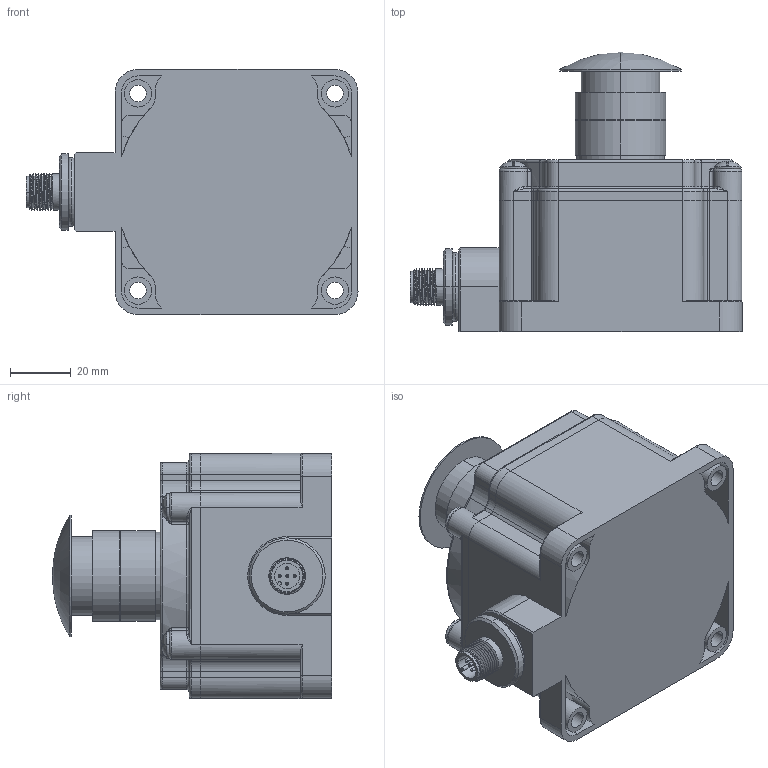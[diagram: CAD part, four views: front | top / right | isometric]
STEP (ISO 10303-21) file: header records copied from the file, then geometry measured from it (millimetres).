
FILE_DESCRIPTION((''),'2;1');
FILE_NAME('169321_ASM','2013-01-16T',('banengservice'),('BANNER ENGINEERING'),'PRO/ENGINEER BY PARAMETRIC TECHNOLOGY CORPORATION, 2009141','PRO/ENGINEER BY PARAMETRIC TECHNOLOGY CORPORATION, 2009141','');
FILE_SCHEMA(('CONFIG_CONTROL_DESIGN'));
Products named in the file (10): 126094_AF1; 126094_AF0_ASM; 157225_ASM; 128990; 29320; 15260; 131071; 41089; 169002; 169321_ASM
Assembly tree (12 placements, depth 4):
  169321_ASM
    157225_ASM
      126094_AF0_ASM
        126094_AF1
    128990
    29320
    15260
    131071  x4
    41089
    169002
Bounding box: 109.5 x 92.09 x 80.85 mm (x, y, z)
Volume: 113434.1 mm3; surface area: 83779.4 mm2
Topology: 10 solids, 14 shells, 836 faces, 2029 edges, 1262 vertices
Faces by surface type: cylinder 318, plane 251, torus 130, cone 61, bspline 56, sphere 20
Entity records: 29266 total; most frequent: CARTESIAN_POINT 10600, DIRECTION 4106, ORIENTED_EDGE 3746, EDGE_CURVE 1881, AXIS2_PLACEMENT_3D 1682, VERTEX_POINT 1172, CIRCLE 933, EDGE_LOOP 859
